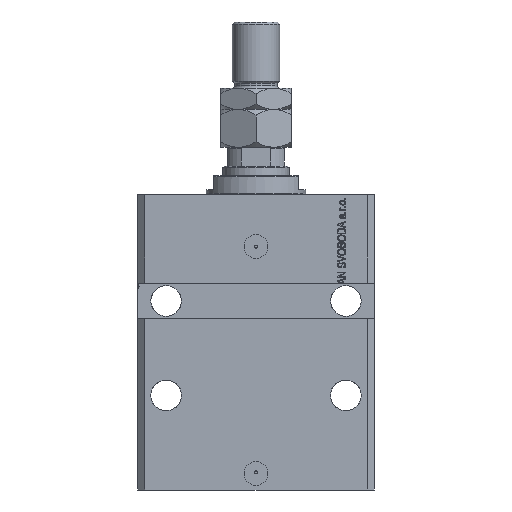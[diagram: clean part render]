
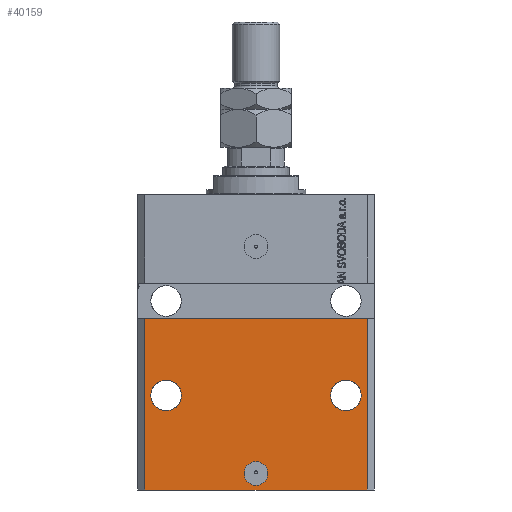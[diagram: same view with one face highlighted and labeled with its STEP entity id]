
A CAD part, front view. The second image highlights one B-rep face of the part: STEP entity #40159.
In plain terms, the highlighted planar face has unit normal (0, -1, 0).
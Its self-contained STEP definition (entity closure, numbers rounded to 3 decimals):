
#8 = AXIS2_PLACEMENT_3D ( 'NONE', #31105, #5175, #23272 ) ;
#172 = ORIENTED_EDGE ( 'NONE', *, *, #13376, .F. ) ;
#630 = VERTEX_POINT ( 'NONE', #22322 ) ;
#1312 = CARTESIAN_POINT ( 'NONE',  ( -5., -37.5, -118. ) ) ;
#1521 = EDGE_CURVE ( 'NONE', #34770, #35721, #29168, .T. ) ;
#1977 = ORIENTED_EDGE ( 'NONE', *, *, #34067, .F. ) ;
#2795 = EDGE_LOOP ( 'NONE', ( #172, #16652 ) ) ;
#2849 = AXIS2_PLACEMENT_3D ( 'NONE', #27705, #16290, #38157 ) ;
#2947 = DIRECTION ( 'NONE',  ( 1., 0., 0. ) ) ;
#3927 = AXIS2_PLACEMENT_3D ( 'NONE', #38396, #32626, #17006 ) ;
#4086 = CARTESIAN_POINT ( 'NONE',  ( -47., -37.5, -125. ) ) ;
#4677 = CARTESIAN_POINT ( 'NONE',  ( 47., -37.5, -52.5 ) ) ;
#5175 = DIRECTION ( 'NONE',  ( 0., -1., 0. ) ) ;
#5743 = VERTEX_POINT ( 'NONE', #28058 ) ;
#6727 = ORIENTED_EDGE ( 'NONE', *, *, #1521, .T. ) ;
#7000 = DIRECTION ( 'NONE',  ( 0., 0., 1. ) ) ;
#7421 = FACE_BOUND ( 'NONE', #2795, .T. ) ;
#8126 = DIRECTION ( 'NONE',  ( 1., 0., 0. ) ) ;
#8189 = CARTESIAN_POINT ( 'NONE',  ( 44.5, -37.5, -85. ) ) ;
#8871 = CARTESIAN_POINT ( 'NONE',  ( -38., -37.5, -85. ) ) ;
#8879 = CARTESIAN_POINT ( 'NONE',  ( 31.5, -37.5, -85. ) ) ;
#9823 = DIRECTION ( 'NONE',  ( 1., 0., 0. ) ) ;
#10329 = VERTEX_POINT ( 'NONE', #28786 ) ;
#10809 = DIRECTION ( 'NONE',  ( 0., -1., 0. ) ) ;
#11712 = FACE_BOUND ( 'NONE', #17230, .T. ) ;
#12362 = AXIS2_PLACEMENT_3D ( 'NONE', #8871, #23398, #19834 ) ;
#13206 = EDGE_CURVE ( 'NONE', #5743, #39454, #24899, .T. ) ;
#13376 = EDGE_CURVE ( 'NONE', #46842, #34605, #19572, .T. ) ;
#13408 = LINE ( 'NONE', #42409, #19760 ) ;
#14555 = EDGE_CURVE ( 'NONE', #39454, #5743, #33905, .T. ) ;
#15215 = CIRCLE ( 'NONE', #8, 6.5 ) ;
#16290 = DIRECTION ( 'NONE',  ( 0., -1., 0. ) ) ;
#16427 = AXIS2_PLACEMENT_3D ( 'NONE', #44213, #18077, #22586 ) ;
#16652 = ORIENTED_EDGE ( 'NONE', *, *, #27893, .F. ) ;
#17006 = DIRECTION ( 'NONE',  ( 1., 0., 0. ) ) ;
#17230 = EDGE_LOOP ( 'NONE', ( #46602, #36227 ) ) ;
#17323 = DIRECTION ( 'NONE',  ( 0., 0., 1. ) ) ;
#17515 = CARTESIAN_POINT ( 'NONE',  ( -47., -37.5, -125. ) ) ;
#17799 = CARTESIAN_POINT ( 'NONE',  ( -47., -37.5, -125. ) ) ;
#18077 = DIRECTION ( 'NONE',  ( 0., -1., 0. ) ) ;
#18144 = FACE_OUTER_BOUND ( 'NONE', #27660, .T. ) ;
#19572 = CIRCLE ( 'NONE', #22633, 6.5 ) ;
#19760 = VECTOR ( 'NONE', #9823, 1000. ) ;
#19834 = DIRECTION ( 'NONE',  ( -1., 0., 0. ) ) ;
#20299 = ORIENTED_EDGE ( 'NONE', *, *, #31753, .T. ) ;
#21042 = CARTESIAN_POINT ( 'NONE',  ( 38., -37.5, -85. ) ) ;
#22027 = AXIS2_PLACEMENT_3D ( 'NONE', #4086, #26214, #8126 ) ;
#22322 = CARTESIAN_POINT ( 'NONE',  ( -47., -37.5, -52.5 ) ) ;
#22474 = LINE ( 'NONE', #39590, #36635 ) ;
#22586 = DIRECTION ( 'NONE',  ( 1., 0., 0. ) ) ;
#22633 = AXIS2_PLACEMENT_3D ( 'NONE', #21042, #10809, #2947 ) ;
#23272 = DIRECTION ( 'NONE',  ( -1., 0., 0. ) ) ;
#23398 = DIRECTION ( 'NONE',  ( 0., -1., 0. ) ) ;
#24899 = CIRCLE ( 'NONE', #2849, 5. ) ;
#25788 = EDGE_LOOP ( 'NONE', ( #28668, #26578 ) ) ;
#25913 = VERTEX_POINT ( 'NONE', #4677 ) ;
#26041 = CIRCLE ( 'NONE', #12362, 6.5 ) ;
#26214 = DIRECTION ( 'NONE',  ( 0., -1., 0. ) ) ;
#26578 = ORIENTED_EDGE ( 'NONE', *, *, #14555, .F. ) ;
#27660 = EDGE_LOOP ( 'NONE', ( #28635, #1977, #6727, #20299 ) ) ;
#27705 = CARTESIAN_POINT ( 'NONE',  ( 0., -37.5, -118. ) ) ;
#27893 = EDGE_CURVE ( 'NONE', #34605, #46842, #44943, .T. ) ;
#28058 = CARTESIAN_POINT ( 'NONE',  ( 5., -37.5, -118. ) ) ;
#28508 = VERTEX_POINT ( 'NONE', #38943 ) ;
#28635 = ORIENTED_EDGE ( 'NONE', *, *, #40996, .F. ) ;
#28668 = ORIENTED_EDGE ( 'NONE', *, *, #13206, .F. ) ;
#28786 = CARTESIAN_POINT ( 'NONE',  ( -31.5, -37.5, -85. ) ) ;
#29090 = FACE_BOUND ( 'NONE', #25788, .T. ) ;
#29168 = LINE ( 'NONE', #17515, #46457 ) ;
#31105 = CARTESIAN_POINT ( 'NONE',  ( -38., -37.5, -85. ) ) ;
#31714 = CARTESIAN_POINT ( 'NONE',  ( -47., -37.5, -125. ) ) ;
#31753 = EDGE_CURVE ( 'NONE', #35721, #25913, #22474, .T. ) ;
#32495 = DIRECTION ( 'NONE',  ( 1., 0., 0. ) ) ;
#32626 = DIRECTION ( 'NONE',  ( 0., -1., 0. ) ) ;
#32706 = EDGE_CURVE ( 'NONE', #10329, #28508, #26041, .T. ) ;
#33905 = CIRCLE ( 'NONE', #16427, 5. ) ;
#34067 = EDGE_CURVE ( 'NONE', #34770, #630, #43006, .T. ) ;
#34605 = VERTEX_POINT ( 'NONE', #8879 ) ;
#34770 = VERTEX_POINT ( 'NONE', #31714 ) ;
#35721 = VERTEX_POINT ( 'NONE', #39097 ) ;
#36227 = ORIENTED_EDGE ( 'NONE', *, *, #45675, .F. ) ;
#36450 = PLANE ( 'NONE',  #22027 ) ;
#36635 = VECTOR ( 'NONE', #7000, 1000. ) ;
#38157 = DIRECTION ( 'NONE',  ( 1., 0., 0. ) ) ;
#38396 = CARTESIAN_POINT ( 'NONE',  ( 38., -37.5, -85. ) ) ;
#38943 = CARTESIAN_POINT ( 'NONE',  ( -44.5, -37.5, -85. ) ) ;
#39097 = CARTESIAN_POINT ( 'NONE',  ( 47., -37.5, -125. ) ) ;
#39454 = VERTEX_POINT ( 'NONE', #1312 ) ;
#39590 = CARTESIAN_POINT ( 'NONE',  ( 47., -37.5, -125. ) ) ;
#40159 = ADVANCED_FACE ( 'NONE', ( #29090, #7421, #11712, #18144 ), #36450, .T. ) ;
#40996 = EDGE_CURVE ( 'NONE', #630, #25913, #13408, .T. ) ;
#42409 = CARTESIAN_POINT ( 'NONE',  ( -50., -37.5, -52.5 ) ) ;
#43006 = LINE ( 'NONE', #17799, #46577 ) ;
#44213 = CARTESIAN_POINT ( 'NONE',  ( 0., -37.5, -118. ) ) ;
#44943 = CIRCLE ( 'NONE', #3927, 6.5 ) ;
#45675 = EDGE_CURVE ( 'NONE', #28508, #10329, #15215, .T. ) ;
#46457 = VECTOR ( 'NONE', #32495, 1000. ) ;
#46577 = VECTOR ( 'NONE', #17323, 1000. ) ;
#46602 = ORIENTED_EDGE ( 'NONE', *, *, #32706, .F. ) ;
#46842 = VERTEX_POINT ( 'NONE', #8189 ) ;
